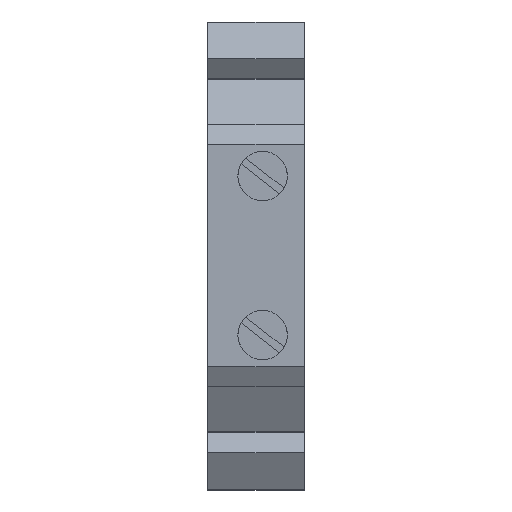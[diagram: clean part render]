
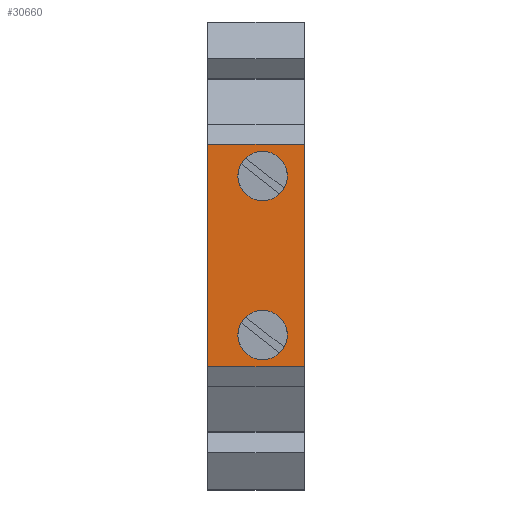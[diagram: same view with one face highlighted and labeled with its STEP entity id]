
A CAD part, top view. The second image highlights one B-rep face of the part: STEP entity #30660.
In plain terms, the highlighted face is planar.
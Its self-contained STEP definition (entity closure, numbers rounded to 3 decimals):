
#10750=CARTESIAN_POINT('',(-24.875,139.4,0.));
#10760=VERTEX_POINT('',#10750);
#10790=CARTESIAN_POINT('',(0.,139.4,0.));
#10800=DIRECTION('',(1.,0.,0.));
#10810=VECTOR('',#10800,1.);
#10820=LINE('',#10790,#10810);
#10830=CARTESIAN_POINT('',(-4.125,139.4,0.));
#10840=VERTEX_POINT('',#10830);
#10850=EDGE_CURVE('',#10760,#10840,#10820,.T.);
#16060=CARTESIAN_POINT('',(-24.2,139.4,-3.875));
#16070=VERTEX_POINT('',#16060);
#16540=CARTESIAN_POINT('',(-19.6,139.4,-3.875));
#16550=VERTEX_POINT('',#16540);
#16580=CARTESIAN_POINT('',(-21.9,139.4,-3.875));
#16590=DIRECTION('',(0.,-1.,0.));
#16600=DIRECTION('',(-1.,0.,0.));
#16610=AXIS2_PLACEMENT_3D('',#16580,#16590,#16600);
#16620=CIRCLE('',#16610,2.3);
#16630=EDGE_CURVE('',#16550,#16070,#16620,.T.);
#21340=CARTESIAN_POINT('',(-24.875,139.4,0.));
#21350=DIRECTION('',(0.,0.,-1.));
#21360=VECTOR('',#21350,1.);
#21370=LINE('',#21340,#21360);
#21380=CARTESIAN_POINT('',(-24.875,139.4,-8.975));
#21390=VERTEX_POINT('',#21380);
#21400=EDGE_CURVE('',#10760,#21390,#21370,.T.);
#26690=CARTESIAN_POINT('',(-4.125,139.4,-8.975));
#26700=VERTEX_POINT('',#26690);
#26730=CARTESIAN_POINT('',(0.,139.4,-8.975));
#26740=DIRECTION('',(-1.,0.,0.));
#26750=VECTOR('',#26740,1.);
#26760=LINE('',#26730,#26750);
#26770=EDGE_CURVE('',#26700,#21390,#26760,.T.);
#30300=CARTESIAN_POINT('',(-4.625,139.4,-7.975));
#30310=DIRECTION('',(-0.,1.,0.));
#30320=DIRECTION('',(1.,0.,0.));
#30330=AXIS2_PLACEMENT_3D('',#30300,#30310,#30320);
#30340=PLANE('',#30330);
#30350=CARTESIAN_POINT('',(-7.1,139.4,-3.875));
#30360=DIRECTION('',(0.,-1.,0.));
#30370=DIRECTION('',(1.,0.,0.));
#30380=AXIS2_PLACEMENT_3D('',#30350,#30360,#30370);
#30390=CIRCLE('',#30380,2.3);
#30400=CARTESIAN_POINT('',(-4.8,139.4,-3.875));
#30410=VERTEX_POINT('',#30400);
#30420=CARTESIAN_POINT('',(-9.4,139.4,-3.875));
#30430=VERTEX_POINT('',#30420);
#30440=EDGE_CURVE('',#30410,#30430,#30390,.T.);
#30450=ORIENTED_EDGE('',*,*,#30440,.T.);
#30460=EDGE_CURVE('',#30430,#30410,#30390,.T.);
#30470=ORIENTED_EDGE('',*,*,#30460,.T.);
#30480=EDGE_LOOP('',(#30470,#30450));
#30490=FACE_BOUND('',#30480,.T.);
#30500=EDGE_CURVE('',#16070,#16550,#16620,.T.);
#30510=ORIENTED_EDGE('',*,*,#30500,.T.);
#30520=ORIENTED_EDGE('',*,*,#16630,.T.);
#30530=EDGE_LOOP('',(#30520,#30510));
#30540=FACE_BOUND('',#30530,.T.);
#30550=ORIENTED_EDGE('',*,*,#26770,.T.);
#30560=CARTESIAN_POINT('',(-4.125,139.4,0.));
#30570=DIRECTION('',(0.,0.,1.));
#30580=VECTOR('',#30570,1.);
#30590=LINE('',#30560,#30580);
#30600=EDGE_CURVE('',#26700,#10840,#30590,.T.);
#30610=ORIENTED_EDGE('',*,*,#30600,.F.);
#30620=ORIENTED_EDGE('',*,*,#10850,.T.);
#30630=ORIENTED_EDGE('',*,*,#21400,.F.);
#30640=EDGE_LOOP('',(#30630,#30620,#30610,#30550));
#30650=FACE_OUTER_BOUND('',#30640,.T.);
#30660=ADVANCED_FACE('',(#30490,#30540,#30650),#30340,.T.);
